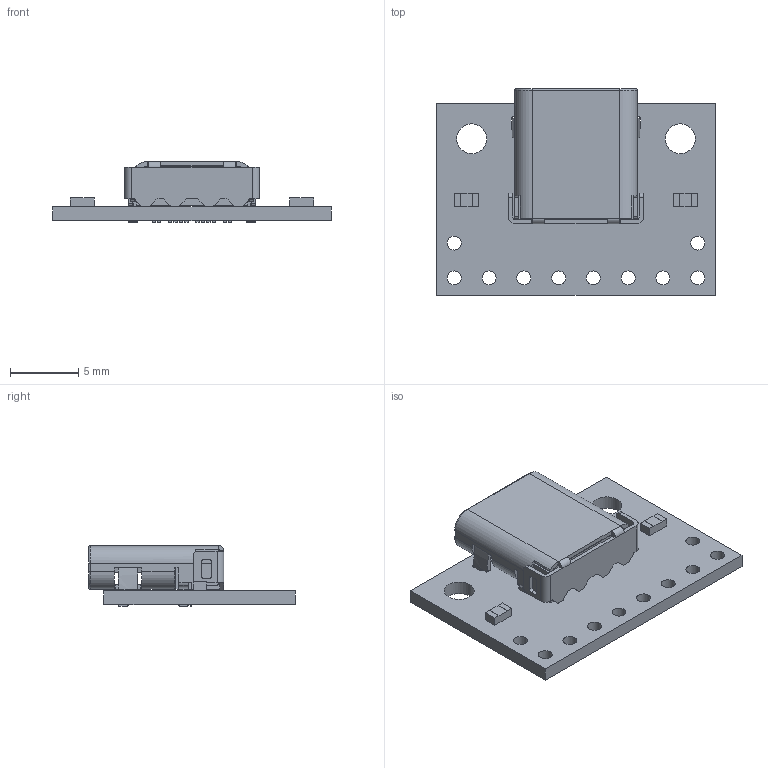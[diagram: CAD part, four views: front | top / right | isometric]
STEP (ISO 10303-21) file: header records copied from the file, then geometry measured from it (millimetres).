
FILE_DESCRIPTION(('FreeCAD Model'),'2;1');
FILE_NAME('usb-2-0-type-c-connector-breakout-board.step', '2018-10-19T13:55:01',('kicad StepUp'),('ksu MCAD'), 'Open CASCADE STEP processor 7.3','FreeCAD','Unknown');
FILE_SCHEMA(('AUTOMOTIVE_DESIGN { 1 0 10303 214 1 1 1 1 }'));
Length unit declared in the file: millimetre
Products named in the file (1): usb-2-0-type-c-connector-breakout-board
Bounding box: 20.32 x 15.08 x 4.45 mm (x, y, z)
Volume: 413.5 mm3; surface area: 1317.8 mm2
Topology: 1 solids, 1 shells, 797 faces, 2226 edges, 1458 vertices
Faces by surface type: plane 470, cylinder 162, bspline 157, torus 8
Full cylindrical faces by diameter (mm): 0.4 x12, 0.55 x2, 0.65 x2, 1.016 x10, 2.184 x2
Entity records: 37027 total; most frequent: CARTESIAN_POINT 11687, ORIENTED_EDGE 4452, DIRECTION 3433, EDGE_CURVE 2226, LINE 1537, VECTOR 1537, VERTEX_POINT 1458, AXIS2_PLACEMENT_3D 948
